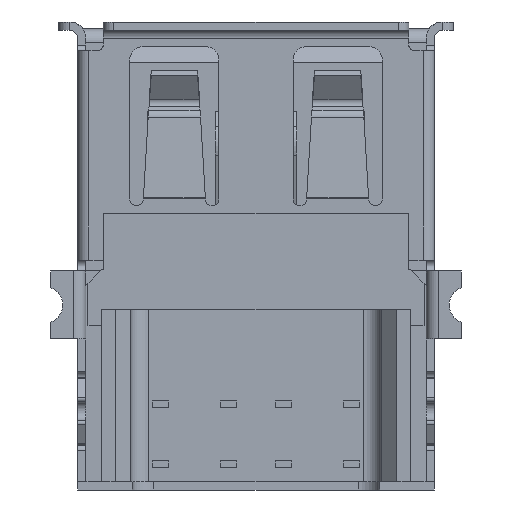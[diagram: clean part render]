
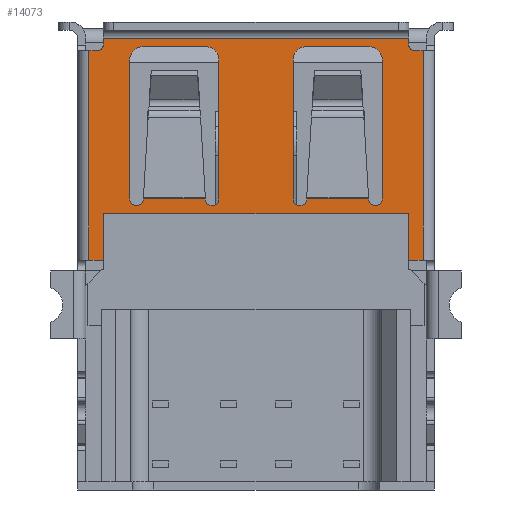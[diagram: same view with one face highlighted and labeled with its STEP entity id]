
A CAD part, front view. The second image highlights one B-rep face of the part: STEP entity #14073.
In plain terms, the highlighted planar face has unit normal (0, -1, 0).
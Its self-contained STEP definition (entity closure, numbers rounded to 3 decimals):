
#2965=CARTESIAN_POINT('',(1.61,-7.11,-6.5));
#2966=DIRECTION('',(0.,-1.,0.));
#2967=DIRECTION('',(-1.,0.,0.));
#2968=AXIS2_PLACEMENT_3D('',#2965,#2966,#2967);
#2970=DIRECTION('',(1.,0.,0.));
#2971=VECTOR('',#2970,2.28);
#2972=CARTESIAN_POINT('',(1.86,-7.11,-6.5));
#2973=LINE('',#2972,#2971);
#2974=CARTESIAN_POINT('',(4.39,-7.11,-6.5));
#2975=DIRECTION('',(0.,-1.,0.));
#2976=DIRECTION('',(-1.,0.,0.));
#2977=AXIS2_PLACEMENT_3D('',#2974,#2975,#2976);
#2979=DIRECTION('',(0.,0.,1.));
#2980=VECTOR('',#2979,5.1);
#2981=CARTESIAN_POINT('',(4.64,-7.11,-6.5));
#2982=LINE('',#2981,#2980);
#2983=CARTESIAN_POINT('',(4.14,-7.11,-1.4));
#2984=DIRECTION('',(0.,-1.,0.));
#2985=DIRECTION('',(1.,0.,0.));
#2986=AXIS2_PLACEMENT_3D('',#2983,#2984,#2985);
#2988=DIRECTION('',(-1.,0.,0.));
#2989=VECTOR('',#2988,2.28);
#2990=CARTESIAN_POINT('',(4.14,-7.11,-0.9));
#2991=LINE('',#2990,#2989);
#2992=CARTESIAN_POINT('',(1.86,-7.11,-1.4));
#2993=DIRECTION('',(0.,-1.,0.));
#2994=DIRECTION('',(0.,0.,1.));
#2995=AXIS2_PLACEMENT_3D('',#2992,#2993,#2994);
#2997=DIRECTION('',(0.,0.,-1.));
#2998=VECTOR('',#2997,5.1);
#2999=CARTESIAN_POINT('',(1.36,-7.11,-1.4));
#3000=LINE('',#2999,#2998);
#3001=CARTESIAN_POINT('',(-4.39,-7.11,-6.5));
#3002=DIRECTION('',(0.,-1.,0.));
#3003=DIRECTION('',(-1.,0.,0.));
#3004=AXIS2_PLACEMENT_3D('',#3001,#3002,#3003);
#3006=DIRECTION('',(1.,0.,0.));
#3007=VECTOR('',#3006,2.28);
#3008=CARTESIAN_POINT('',(-4.14,-7.11,-6.5));
#3009=LINE('',#3008,#3007);
#3010=CARTESIAN_POINT('',(-1.61,-7.11,-6.5));
#3011=DIRECTION('',(0.,-1.,0.));
#3012=DIRECTION('',(-1.,0.,0.));
#3013=AXIS2_PLACEMENT_3D('',#3010,#3011,#3012);
#3015=DIRECTION('',(0.,0.,1.));
#3016=VECTOR('',#3015,5.1);
#3017=CARTESIAN_POINT('',(-1.36,-7.11,-6.5));
#3018=LINE('',#3017,#3016);
#3019=CARTESIAN_POINT('',(-1.86,-7.11,-1.4));
#3020=DIRECTION('',(0.,-1.,0.));
#3021=DIRECTION('',(1.,0.,0.));
#3022=AXIS2_PLACEMENT_3D('',#3019,#3020,#3021);
#3024=DIRECTION('',(-1.,0.,0.));
#3025=VECTOR('',#3024,2.28);
#3026=CARTESIAN_POINT('',(-1.86,-7.11,-0.9));
#3027=LINE('',#3026,#3025);
#3028=CARTESIAN_POINT('',(-4.14,-7.11,-1.4));
#3029=DIRECTION('',(0.,-1.,0.));
#3030=DIRECTION('',(0.,0.,1.));
#3031=AXIS2_PLACEMENT_3D('',#3028,#3029,#3030);
#3033=DIRECTION('',(0.,0.,-1.));
#3034=VECTOR('',#3033,5.1);
#3035=CARTESIAN_POINT('',(-4.64,-7.11,-1.4));
#3036=LINE('',#3035,#3034);
#3037=DIRECTION('',(0.,0.,-1.));
#3038=VECTOR('',#3037,1.7);
#3039=CARTESIAN_POINT('',(-5.6,-7.11,-7.05));
#3040=LINE('',#3039,#3038);
#3041=DIRECTION('',(0.,0.,1.));
#3042=VECTOR('',#3041,7.7);
#3043=CARTESIAN_POINT('',(-6.15,-7.11,-8.75));
#3044=LINE('',#3043,#3042);
#3045=DIRECTION('',(1.,0.,0.));
#3046=VECTOR('',#3045,0.33);
#3047=CARTESIAN_POINT('',(-6.15,-7.11,-1.05));
#3048=LINE('',#3047,#3046);
#3049=DIRECTION('',(1.,0.,0.));
#3050=VECTOR('',#3049,11.24);
#3051=CARTESIAN_POINT('',(-5.62,-7.11,-0.6));
#3052=LINE('',#3051,#3050);
#3053=DIRECTION('',(1.,0.,0.));
#3054=VECTOR('',#3053,0.33);
#3055=CARTESIAN_POINT('',(5.82,-7.11,-1.05));
#3056=LINE('',#3055,#3054);
#3057=DIRECTION('',(0.,0.,-1.));
#3058=VECTOR('',#3057,7.7);
#3059=CARTESIAN_POINT('',(6.15,-7.11,-1.05));
#3060=LINE('',#3059,#3058);
#3061=DIRECTION('',(0.,0.,1.));
#3062=VECTOR('',#3061,1.7);
#3063=CARTESIAN_POINT('',(5.6,-7.11,-8.75));
#3064=LINE('',#3063,#3062);
#3065=DIRECTION('',(-1.,0.,0.));
#3066=VECTOR('',#3065,11.2);
#3067=CARTESIAN_POINT('',(5.6,-7.11,-7.05));
#3068=LINE('',#3067,#3066);
#4739=DIRECTION('',(1.,0.,0.));
#4740=VECTOR('',#4739,0.55);
#4741=CARTESIAN_POINT('',(-6.15,-7.11,-8.75));
#4742=LINE('',#4741,#4740);
#4747=DIRECTION('',(1.,0.,0.));
#4748=VECTOR('',#4747,0.55);
#4749=CARTESIAN_POINT('',(5.6,-7.11,-8.75));
#4750=LINE('',#4749,#4748);
#4997=CARTESIAN_POINT('',(-5.82,-7.11,-0.85));
#4998=DIRECTION('',(0.,1.,0.));
#4999=DIRECTION('',(1.,0.,0.));
#5000=AXIS2_PLACEMENT_3D('',#4997,#4998,#4999);
#5033=DIRECTION('',(0.,0.,-1.));
#5034=VECTOR('',#5033,0.25);
#5035=CARTESIAN_POINT('',(-5.62,-7.11,-0.6));
#5036=LINE('',#5035,#5034);
#5169=DIRECTION('',(0.,0.,-1.));
#5170=VECTOR('',#5169,0.25);
#5171=CARTESIAN_POINT('',(5.62,-7.11,-0.6));
#5172=LINE('',#5171,#5170);
#5248=CARTESIAN_POINT('',(5.82,-7.11,-0.85));
#5249=DIRECTION('',(0.,1.,0.));
#5250=DIRECTION('',(0.,0.,-1.));
#5251=AXIS2_PLACEMENT_3D('',#5248,#5249,#5250);
#8375=CARTESIAN_POINT('',(-5.62,-7.11,-0.6));
#8377=VERTEX_POINT('',#8375);
#8383=CARTESIAN_POINT('',(5.62,-7.11,-0.6));
#8385=VERTEX_POINT('',#8383);
#9377=CARTESIAN_POINT('',(-5.6,-7.11,-7.05));
#9378=CARTESIAN_POINT('',(-5.6,-7.11,-8.75));
#9379=VERTEX_POINT('',#9377);
#9380=VERTEX_POINT('',#9378);
#9381=CARTESIAN_POINT('',(5.6,-7.11,-8.75));
#9382=CARTESIAN_POINT('',(5.6,-7.11,-7.05));
#9383=VERTEX_POINT('',#9381);
#9384=VERTEX_POINT('',#9382);
#9950=CARTESIAN_POINT('',(-5.82,-7.11,-1.05));
#9952=VERTEX_POINT('',#9950);
#9954=CARTESIAN_POINT('',(-5.62,-7.11,-0.85));
#9956=VERTEX_POINT('',#9954);
#9957=CARTESIAN_POINT('',(5.82,-7.11,-1.05));
#9959=VERTEX_POINT('',#9957);
#9961=CARTESIAN_POINT('',(5.62,-7.11,-0.85));
#9963=VERTEX_POINT('',#9961);
#10110=CARTESIAN_POINT('',(-6.15,-7.11,-1.05));
#10112=VERTEX_POINT('',#10110);
#10113=CARTESIAN_POINT('',(-6.15,-7.11,-8.75));
#10114=VERTEX_POINT('',#10113);
#10118=CARTESIAN_POINT('',(6.15,-7.11,-8.75));
#10120=VERTEX_POINT('',#10118);
#10121=CARTESIAN_POINT('',(6.15,-7.11,-1.05));
#10122=VERTEX_POINT('',#10121);
#10253=CARTESIAN_POINT('',(-1.36,-7.11,-1.4));
#10254=CARTESIAN_POINT('',(-1.86,-7.11,-0.9));
#10255=VERTEX_POINT('',#10253);
#10256=VERTEX_POINT('',#10254);
#10257=CARTESIAN_POINT('',(-4.14,-7.11,-0.9));
#10258=CARTESIAN_POINT('',(-4.64,-7.11,-1.4));
#10259=VERTEX_POINT('',#10257);
#10260=VERTEX_POINT('',#10258);
#10261=CARTESIAN_POINT('',(-4.64,-7.11,-6.5));
#10262=VERTEX_POINT('',#10261);
#10263=CARTESIAN_POINT('',(-1.36,-7.11,-6.5));
#10264=VERTEX_POINT('',#10263);
#10265=CARTESIAN_POINT('',(4.64,-7.11,-1.4));
#10266=CARTESIAN_POINT('',(4.14,-7.11,-0.9));
#10267=VERTEX_POINT('',#10265);
#10268=VERTEX_POINT('',#10266);
#10269=CARTESIAN_POINT('',(1.86,-7.11,-0.9));
#10270=CARTESIAN_POINT('',(1.36,-7.11,-1.4));
#10271=VERTEX_POINT('',#10269);
#10272=VERTEX_POINT('',#10270);
#10273=CARTESIAN_POINT('',(1.36,-7.11,-6.5));
#10274=VERTEX_POINT('',#10273);
#10275=CARTESIAN_POINT('',(4.64,-7.11,-6.5));
#10276=VERTEX_POINT('',#10275);
#10325=CARTESIAN_POINT('',(-4.14,-7.11,-6.5));
#10326=VERTEX_POINT('',#10325);
#10327=CARTESIAN_POINT('',(-1.86,-7.11,-6.5));
#10328=VERTEX_POINT('',#10327);
#10369=CARTESIAN_POINT('',(1.86,-7.11,-6.5));
#10370=VERTEX_POINT('',#10369);
#10371=CARTESIAN_POINT('',(4.14,-7.11,-6.5));
#10372=VERTEX_POINT('',#10371);
#14003=CARTESIAN_POINT('',(-6.55,-7.11,0.));
#14004=DIRECTION('',(0.,-1.,0.));
#14005=DIRECTION('',(0.,0.,-1.));
#14006=AXIS2_PLACEMENT_3D('',#14003,#14004,#14005);
#14007=PLANE('',#14006);
#14008=ORIENTED_EDGE('',*,*,#13989,.T.);
#14010=ORIENTED_EDGE('',*,*,#14009,.F.);
#14012=ORIENTED_EDGE('',*,*,#14011,.T.);
#14014=ORIENTED_EDGE('',*,*,#14013,.T.);
#14016=ORIENTED_EDGE('',*,*,#14015,.F.);
#14018=ORIENTED_EDGE('',*,*,#14017,.F.);
#14020=ORIENTED_EDGE('',*,*,#14019,.T.);
#14022=ORIENTED_EDGE('',*,*,#14021,.T.);
#14024=ORIENTED_EDGE('',*,*,#14023,.F.);
#14026=ORIENTED_EDGE('',*,*,#14025,.T.);
#14028=ORIENTED_EDGE('',*,*,#14027,.T.);
#14030=ORIENTED_EDGE('',*,*,#14029,.F.);
#14032=ORIENTED_EDGE('',*,*,#14031,.T.);
#14034=ORIENTED_EDGE('',*,*,#14033,.T.);
#14035=EDGE_LOOP('',(#14008,#14010,#14012,#14014,#14016,#14018,#14020,#14022,
#14024,#14026,#14028,#14030,#14032,#14034));
#14036=FACE_OUTER_BOUND('',#14035,.F.);
#14038=ORIENTED_EDGE('',*,*,#14037,.T.);
#14040=ORIENTED_EDGE('',*,*,#14039,.T.);
#14042=ORIENTED_EDGE('',*,*,#14041,.T.);
#14044=ORIENTED_EDGE('',*,*,#14043,.T.);
#14046=ORIENTED_EDGE('',*,*,#14045,.T.);
#14048=ORIENTED_EDGE('',*,*,#14047,.T.);
#14050=ORIENTED_EDGE('',*,*,#14049,.T.);
#14052=ORIENTED_EDGE('',*,*,#14051,.T.);
#14053=EDGE_LOOP('',(#14038,#14040,#14042,#14044,#14046,#14048,#14050,#14052));
#14054=FACE_BOUND('',#14053,.F.);
#14056=ORIENTED_EDGE('',*,*,#14055,.T.);
#14058=ORIENTED_EDGE('',*,*,#14057,.T.);
#14060=ORIENTED_EDGE('',*,*,#14059,.T.);
#14062=ORIENTED_EDGE('',*,*,#14061,.T.);
#14064=ORIENTED_EDGE('',*,*,#14063,.T.);
#14066=ORIENTED_EDGE('',*,*,#14065,.T.);
#14068=ORIENTED_EDGE('',*,*,#14067,.T.);
#14070=ORIENTED_EDGE('',*,*,#14069,.T.);
#14071=EDGE_LOOP('',(#14056,#14058,#14060,#14062,#14064,#14066,#14068,#14070));
#14072=FACE_BOUND('',#14071,.F.);
#14073=ADVANCED_FACE('',(#14036,#14054,#14072),#14007,.T.);
#2969=CIRCLE('',#2968,0.25);
#2978=CIRCLE('',#2977,0.25);
#2987=CIRCLE('',#2986,0.5);
#2996=CIRCLE('',#2995,0.5);
#3005=CIRCLE('',#3004,0.25);
#3014=CIRCLE('',#3013,0.25);
#3023=CIRCLE('',#3022,0.5);
#3032=CIRCLE('',#3031,0.5);
#5001=CIRCLE('',#5000,0.2);
#5252=CIRCLE('',#5251,0.2);
#13989=EDGE_CURVE('',#9379,#9380,#3040,.T.);
#14009=EDGE_CURVE('',#10114,#9380,#4742,.T.);
#14011=EDGE_CURVE('',#10114,#10112,#3044,.T.);
#14013=EDGE_CURVE('',#10112,#9952,#3048,.T.);
#14015=EDGE_CURVE('',#9956,#9952,#5001,.T.);
#14017=EDGE_CURVE('',#8377,#9956,#5036,.T.);
#14019=EDGE_CURVE('',#8377,#8385,#3052,.T.);
#14021=EDGE_CURVE('',#8385,#9963,#5172,.T.);
#14023=EDGE_CURVE('',#9959,#9963,#5252,.T.);
#14025=EDGE_CURVE('',#9959,#10122,#3056,.T.);
#14027=EDGE_CURVE('',#10122,#10120,#3060,.T.);
#14029=EDGE_CURVE('',#9383,#10120,#4750,.T.);
#14031=EDGE_CURVE('',#9383,#9384,#3064,.T.);
#14033=EDGE_CURVE('',#9384,#9379,#3068,.T.);
#14037=EDGE_CURVE('',#10274,#10370,#2969,.T.);
#14039=EDGE_CURVE('',#10370,#10372,#2973,.T.);
#14041=EDGE_CURVE('',#10372,#10276,#2978,.T.);
#14043=EDGE_CURVE('',#10276,#10267,#2982,.T.);
#14045=EDGE_CURVE('',#10267,#10268,#2987,.T.);
#14047=EDGE_CURVE('',#10268,#10271,#2991,.T.);
#14049=EDGE_CURVE('',#10271,#10272,#2996,.T.);
#14051=EDGE_CURVE('',#10272,#10274,#3000,.T.);
#14055=EDGE_CURVE('',#10262,#10326,#3005,.T.);
#14057=EDGE_CURVE('',#10326,#10328,#3009,.T.);
#14059=EDGE_CURVE('',#10328,#10264,#3014,.T.);
#14061=EDGE_CURVE('',#10264,#10255,#3018,.T.);
#14063=EDGE_CURVE('',#10255,#10256,#3023,.T.);
#14065=EDGE_CURVE('',#10256,#10259,#3027,.T.);
#14067=EDGE_CURVE('',#10259,#10260,#3032,.T.);
#14069=EDGE_CURVE('',#10260,#10262,#3036,.T.);
